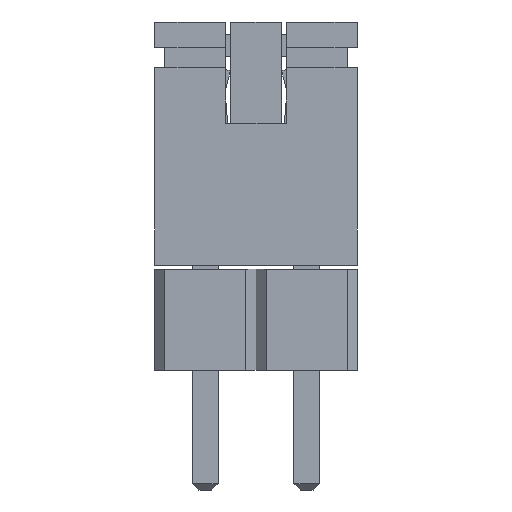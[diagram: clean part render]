
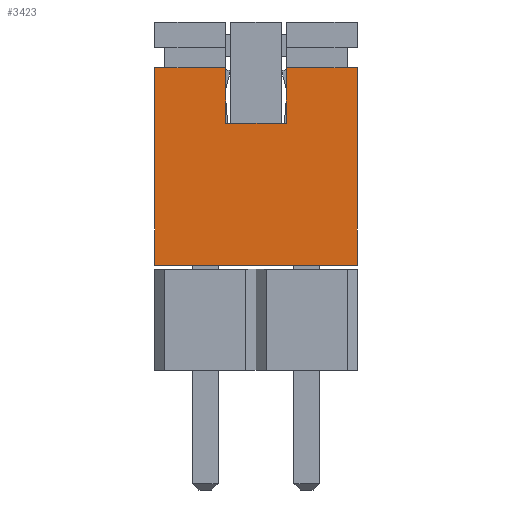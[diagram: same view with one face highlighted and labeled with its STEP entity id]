
A CAD part, left-side view. The second image highlights one B-rep face of the part: STEP entity #3423.
In plain terms, the highlighted face is planar.
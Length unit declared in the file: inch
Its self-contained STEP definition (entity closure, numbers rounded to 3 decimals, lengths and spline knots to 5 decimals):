
#166=FACE_OUTER_BOUND('',#352,.T.);
#352=EDGE_LOOP('',(#2581,#2582,#2583,#2584,#2585,#2586,#2587,#2588));
#604=LINE('',#5023,#1056);
#609=LINE('',#5033,#1061);
#643=LINE('',#5099,#1095);
#661=LINE('',#5134,#1113);
#684=LINE('',#5181,#1136);
#685=LINE('',#5182,#1137);
#686=LINE('',#5184,#1138);
#687=LINE('',#5185,#1139);
#1056=VECTOR('',#4100,0.3937);
#1061=VECTOR('',#4107,0.3937);
#1095=VECTOR('',#4159,0.3937);
#1113=VECTOR('',#4183,0.3937);
#1136=VECTOR('',#4222,0.3937);
#1137=VECTOR('',#4223,0.3937);
#1138=VECTOR('',#4224,0.3937);
#1139=VECTOR('',#4225,0.3937);
#1455=VERTEX_POINT('',#5020);
#1456=VERTEX_POINT('',#5022);
#1458=VERTEX_POINT('',#5027);
#1460=VERTEX_POINT('',#5031);
#1483=VERTEX_POINT('',#5098);
#1497=VERTEX_POINT('',#5132);
#1513=VERTEX_POINT('',#5180);
#1514=VERTEX_POINT('',#5183);
#1820=EDGE_CURVE('',#1456,#1455,#604,.T.);
#1825=EDGE_CURVE('',#1458,#1460,#609,.T.);
#1859=EDGE_CURVE('',#1483,#1456,#643,.T.);
#1877=EDGE_CURVE('',#1455,#1497,#661,.T.);
#1900=EDGE_CURVE('',#1497,#1513,#684,.T.);
#1901=EDGE_CURVE('',#1458,#1513,#685,.T.);
#1902=EDGE_CURVE('',#1460,#1514,#686,.T.);
#1903=EDGE_CURVE('',#1514,#1483,#687,.T.);
#2581=ORIENTED_EDGE('',*,*,#1859,.T.);
#2582=ORIENTED_EDGE('',*,*,#1820,.T.);
#2583=ORIENTED_EDGE('',*,*,#1877,.T.);
#2584=ORIENTED_EDGE('',*,*,#1900,.T.);
#2585=ORIENTED_EDGE('',*,*,#1901,.F.);
#2586=ORIENTED_EDGE('',*,*,#1825,.T.);
#2587=ORIENTED_EDGE('',*,*,#1902,.T.);
#2588=ORIENTED_EDGE('',*,*,#1903,.T.);
#3203=PLANE('',#3686);
#3423=ADVANCED_FACE('',(#166),#3203,.T.);
#3686=AXIS2_PLACEMENT_3D('',#5179,#4220,#4221);
#4100=DIRECTION('',(-1.,0.,0.));
#4107=DIRECTION('',(1.,0.,0.));
#4159=DIRECTION('',(0.,-1.,0.));
#4183=DIRECTION('',(0.,1.,0.));
#4220=DIRECTION('center_axis',(0.,0.,1.));
#4221=DIRECTION('ref_axis',(1.,0.,0.));
#4222=DIRECTION('',(-1.,0.,0.));
#4223=DIRECTION('',(0.,1.,0.));
#4224=DIRECTION('',(0.,1.,0.));
#4225=DIRECTION('',(-1.,0.,0.));
#5020=CARTESIAN_POINT('',(-0.03,0.14,0.05));
#5022=CARTESIAN_POINT('',(0.03,0.14,0.05));
#5023=CARTESIAN_POINT('',(-0.05,0.14,0.05));
#5027=CARTESIAN_POINT('',(-0.1,0.,0.05));
#5031=CARTESIAN_POINT('',(0.1,0.,0.05));
#5033=CARTESIAN_POINT('',(-0.1,0.,0.05));
#5098=CARTESIAN_POINT('',(0.03,0.195,0.05));
#5099=CARTESIAN_POINT('',(0.03,0.12,0.05));
#5132=CARTESIAN_POINT('',(-0.03,0.195,0.05));
#5134=CARTESIAN_POINT('',(-0.03,0.12,0.05));
#5179=CARTESIAN_POINT('Origin',(-0.1,0.,0.05));
#5180=CARTESIAN_POINT('',(-0.1,0.195,0.05));
#5181=CARTESIAN_POINT('',(-0.05,0.195,0.05));
#5182=CARTESIAN_POINT('',(-0.1,0.,0.05));
#5183=CARTESIAN_POINT('',(0.1,0.195,0.05));
#5184=CARTESIAN_POINT('',(0.1,0.,0.05));
#5185=CARTESIAN_POINT('',(-0.05,0.195,0.05));
